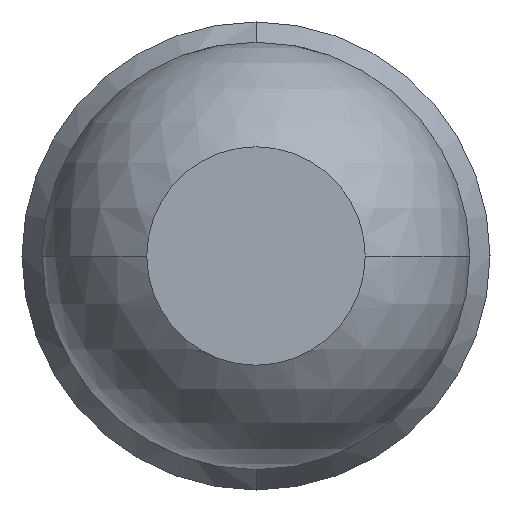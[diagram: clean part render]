
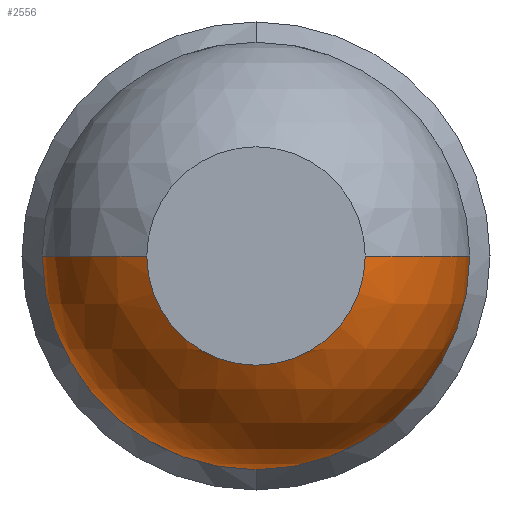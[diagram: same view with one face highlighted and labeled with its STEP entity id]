
A CAD part, front view. The second image highlights one B-rep face of the part: STEP entity #2556.
In plain terms, the highlighted spherical face has radius 0.685 mm.
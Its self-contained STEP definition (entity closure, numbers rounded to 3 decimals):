
#25 = CARTESIAN_POINT ( 'NONE',  ( 0., -29.411, -0.685 ) ) ;
#73 = VERTEX_POINT ( 'NONE', #2935 ) ;
#80 = EDGE_CURVE ( 'Defeature ausgef�hrt1_11+Defeature ausgef�hrt1_4+Defeature ausgef�hrt1_4+Defeature ausgef�hrt1_4', #1015, #1865, #2413, .T. ) ;
#101 = AXIS2_PLACEMENT_3D ( 'NONE', #892, #1891, #1245 ) ;
#179 = DIRECTION ( 'NONE',  ( 0., 0., -1. ) ) ;
#183 = AXIS2_PLACEMENT_3D ( 'NONE', #2549, #4243, #3896 ) ;
#245 = FACE_OUTER_BOUND ( 'NONE', #637, .T. ) ;
#391 = CARTESIAN_POINT ( 'NONE',  ( -0.685, -29.411, 0. ) ) ;
#396 = EDGE_CURVE ( 'NONE', #2848, #73, #2570, .T. ) ;
#432 = DIRECTION ( 'NONE',  ( 0., 0., 1. ) ) ;
#507 = CIRCLE ( 'NONE', #2354, 0.35 ) ;
#637 = EDGE_LOOP ( 'NONE', ( #4048, #2047, #2952, #1131, #1339, #2424 ) ) ;
#849 = EDGE_CURVE ( 'NONE', #1015, #3441, #1032, .T. ) ;
#892 = CARTESIAN_POINT ( 'NONE',  ( 0., -29.411, 0. ) ) ;
#902 = EDGE_CURVE ( 'Defeature ausgef�hrt1_11+Defeature ausgef�hrt1_4+Defeature ausgef�hrt1_4+Defeature ausgef�hrt1_4', #1865, #2848, #507, .T. ) ;
#985 = DIRECTION ( 'NONE',  ( 0., 0., -1. ) ) ;
#1000 = VERTEX_POINT ( 'NONE', #25 ) ;
#1015 = VERTEX_POINT ( 'NONE', #3117 ) ;
#1032 = CIRCLE ( 'NONE', #1419, 0.685 ) ;
#1131 = ORIENTED_EDGE ( 'NONE', *, *, #3780, .F. ) ;
#1245 = DIRECTION ( 'NONE',  ( 0., 0., 1. ) ) ;
#1320 = AXIS2_PLACEMENT_3D ( 'NONE', #4186, #179, #2524 ) ;
#1339 = ORIENTED_EDGE ( 'NONE', *, *, #396, .F. ) ;
#1419 = AXIS2_PLACEMENT_3D ( 'NONE', #3015, #985, #2006 ) ;
#1645 = CARTESIAN_POINT ( 'NONE',  ( 0., -30., -0.35 ) ) ;
#1654 = CARTESIAN_POINT ( 'NONE',  ( 0., -29.411, 0. ) ) ;
#1865 = VERTEX_POINT ( 'NONE', #1645 ) ;
#1891 = DIRECTION ( 'NONE',  ( 0., 1., 0. ) ) ;
#2006 = DIRECTION ( 'NONE',  ( -1., 0., 0. ) ) ;
#2047 = ORIENTED_EDGE ( 'NONE', *, *, #849, .T. ) ;
#2354 = AXIS2_PLACEMENT_3D ( 'NONE', #2953, #4327, #3621 ) ;
#2375 = CIRCLE ( 'NONE', #2653, 0.685 ) ;
#2413 = CIRCLE ( 'NONE', #183, 0.35 ) ;
#2424 = ORIENTED_EDGE ( 'NONE', *, *, #902, .F. ) ;
#2480 = CIRCLE ( 'NONE', #101, 0.685 ) ;
#2524 = DIRECTION ( 'NONE',  ( 1., 0., 0. ) ) ;
#2549 = CARTESIAN_POINT ( 'NONE',  ( 0., -30., 0. ) ) ;
#2556 = ADVANCED_FACE ( 'Defeature ausgef�hrt1_4', ( #245 ), #3927, .T. ) ;
#2570 = CIRCLE ( 'NONE', #3199, 0.685 ) ;
#2653 = AXIS2_PLACEMENT_3D ( 'NONE', #1654, #3370, #3007 ) ;
#2848 = VERTEX_POINT ( 'NONE', #4111 ) ;
#2935 = CARTESIAN_POINT ( 'NONE',  ( 0.685, -29.411, 0. ) ) ;
#2952 = ORIENTED_EDGE ( 'NONE', *, *, #3643, .F. ) ;
#2953 = CARTESIAN_POINT ( 'NONE',  ( 0., -30., 0. ) ) ;
#3007 = DIRECTION ( 'NONE',  ( 0., 0., 1. ) ) ;
#3015 = CARTESIAN_POINT ( 'NONE',  ( 0., -29.411, 0. ) ) ;
#3117 = CARTESIAN_POINT ( 'NONE',  ( -0.35, -30., 0. ) ) ;
#3199 = AXIS2_PLACEMENT_3D ( 'NONE', #3459, #432, #3801 ) ;
#3370 = DIRECTION ( 'NONE',  ( 0., 1., 0. ) ) ;
#3441 = VERTEX_POINT ( 'NONE', #391 ) ;
#3459 = CARTESIAN_POINT ( 'NONE',  ( 0., -29.411, 0. ) ) ;
#3621 = DIRECTION ( 'NONE',  ( 0., 0., -1. ) ) ;
#3643 = EDGE_CURVE ( 'Defeature ausgef�hrt1_5+Defeature ausgef�hrt1_4+Defeature ausgef�hrt1_4+Defeature ausgef�hrt1_4', #1000, #3441, #2480, .T. ) ;
#3780 = EDGE_CURVE ( 'Defeature ausgef�hrt1_5+Defeature ausgef�hrt1_4+Defeature ausgef�hrt1_4+Defeature ausgef�hrt1_4', #73, #1000, #2375, .T. ) ;
#3801 = DIRECTION ( 'NONE',  ( 1., 0., 0. ) ) ;
#3896 = DIRECTION ( 'NONE',  ( 0., 0., -1. ) ) ;
#3927 = SPHERICAL_SURFACE ( 'NONE', #1320, 0.685 ) ;
#4048 = ORIENTED_EDGE ( 'NONE', *, *, #80, .F. ) ;
#4111 = CARTESIAN_POINT ( 'NONE',  ( 0.35, -30., 0. ) ) ;
#4186 = CARTESIAN_POINT ( 'NONE',  ( 0., -29.411, 0. ) ) ;
#4243 = DIRECTION ( 'NONE',  ( 0., -1., 0. ) ) ;
#4327 = DIRECTION ( 'NONE',  ( 0., -1., 0. ) ) ;
